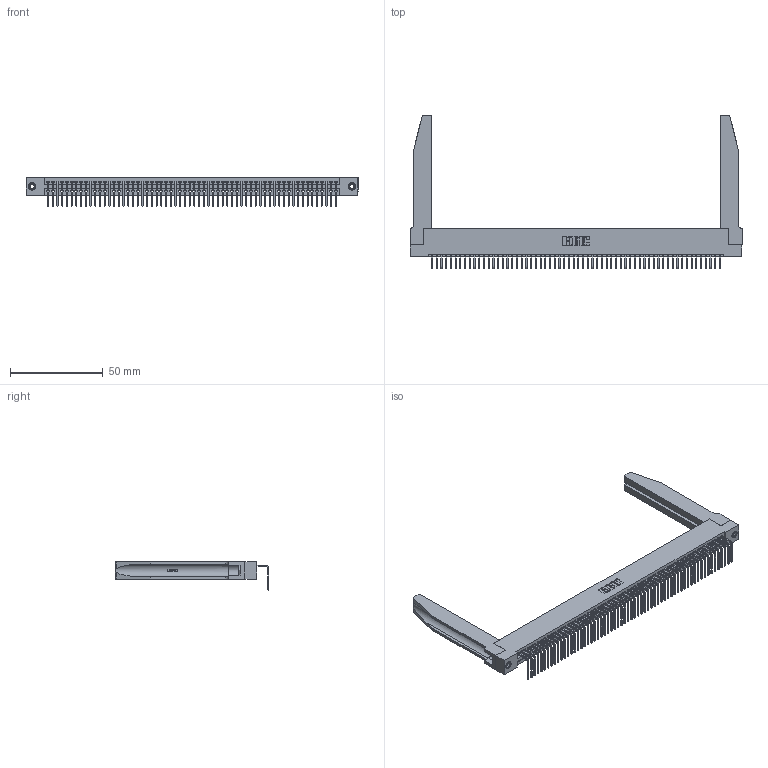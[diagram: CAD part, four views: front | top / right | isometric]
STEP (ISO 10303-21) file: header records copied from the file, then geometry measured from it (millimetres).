
FILE_DESCRIPTION (( 'STEP AP203' ), '1' );
FILE_NAME ('345-062-558-178.STEP', '2019-10-10T21:14:26', ( '' ), ( '' ), 'SwSTEP 2.0', 'SolidWorks 2016', '' );
FILE_SCHEMA (( 'CONFIG_CONTROL_DESIGN' ));
Length unit declared in the file: inch
Products named in the file (5): 345 Part_Flush Mounting Lugs - 0.156 Dia-TH; 345-292-001_558 Tail - 2; 345-250-001_345-250-001-102; 345-220-078_345-220-078; 345-062-558-178
Assembly tree (67 placements, depth 2):
  345-062-558-178
    345 Part_Flush Mounting Lugs - 0.156 Dia-TH
    345-292-001_558 Tail - 2  x62
    345-250-001_345-250-001-102  x2
    345-220-078_345-220-078  x2
Bounding box: 178.71 x 82.79 x 15.37 mm (x, y, z)
Volume: 25115.4 mm3; surface area: 31381 mm2
Topology: 67 solids, 67 shells, 4080 faces, 12233 edges, 8062 vertices
Faces by surface type: plane 2826, cylinder 1202, bspline 36, cone 12, torus 4
Entity records: 48794 total; most frequent: CARTESIAN_POINT 9349, ORIENTED_EDGE 8242, DIRECTION 7143, EDGE_CURVE 4121, VECTOR 3647, LINE 3647, VERTEX_POINT 2740, AXIS2_PLACEMENT_3D 1748
